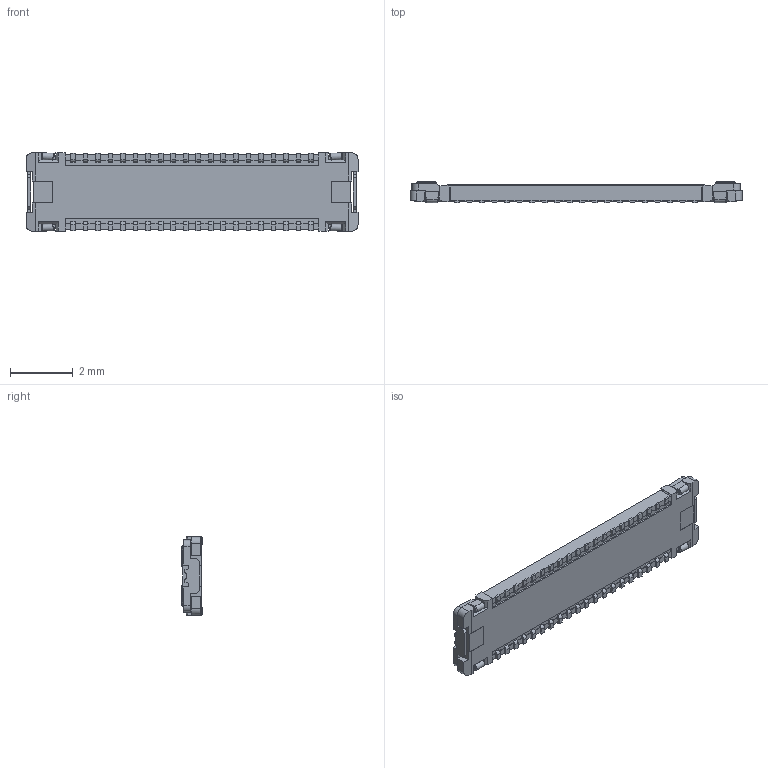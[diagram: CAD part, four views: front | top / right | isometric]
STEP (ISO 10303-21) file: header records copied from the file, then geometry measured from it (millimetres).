
FILE_DESCRIPTION (( 'STEP AP203' ), '1' );
FILE_NAME ('K3D-WP7B-S040VA1-V3_JAE_Proprietary.STEP', '2014-03-28T04:35:05', ( '' ), ( '' ), 'SwSTEP 2.0', 'SolidWorks 2012', '' );
FILE_SCHEMA (( 'CONFIG_CONTROL_DESIGN' ));
Length unit declared in the file: millimetre
Products named in the file (1): K3D-WP7B-S040VA1-V3_JAE_Proprietary
Bounding box: 10.6 x 0.68 x 2.51 mm (x, y, z)
Volume: 10.6 mm3; surface area: 86.3 mm2
Topology: 1 solids, 1 shells, 665 faces, 1874 edges, 1208 vertices
Faces by surface type: plane 557, cylinder 96, cone 12
Entity records: 21137 total; most frequent: CARTESIAN_POINT 3880, ORIENTED_EDGE 3748, DIRECTION 3350, EDGE_CURVE 1874, LINE 1642, VECTOR 1642, VERTEX_POINT 1208, AXIS2_PLACEMENT_3D 854
